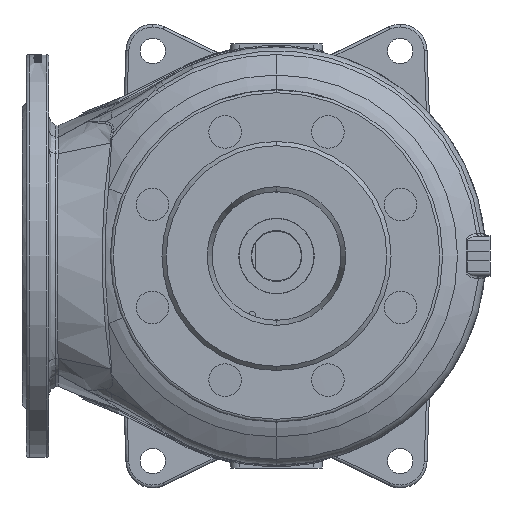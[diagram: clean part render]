
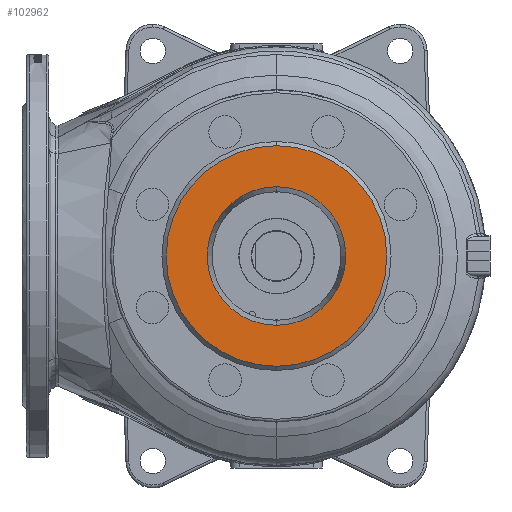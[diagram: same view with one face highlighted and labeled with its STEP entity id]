
A CAD part, front view. The second image highlights one B-rep face of the part: STEP entity #102962.
In plain terms, the highlighted planar face has unit normal (0, -1, 0).
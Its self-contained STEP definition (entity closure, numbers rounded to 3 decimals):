
#8742 = ORIENTED_EDGE ( 'NONE', *, *, #16524, .F. ) ;
#16524 = EDGE_CURVE ( 'NONE', #177068, #83631, #153875, .T. ) ;
#18689 = DIRECTION ( 'NONE',  ( 0., 1., 0. ) ) ;
#26128 = FACE_OUTER_BOUND ( 'NONE', #187332, .T. ) ;
#28496 = AXIS2_PLACEMENT_3D ( 'NONE', #147259, #245168, #48142 ) ;
#30743 = CARTESIAN_POINT ( 'NONE',  ( 0., -220., -78. ) ) ;
#32660 = DIRECTION ( 'NONE',  ( 0., 0., -1. ) ) ;
#42509 = EDGE_CURVE ( 'NONE', #122026, #131071, #42875, .T. ) ;
#42875 = CIRCLE ( 'NONE', #148330, 49. ) ;
#48142 = DIRECTION ( 'NONE',  ( 0., 0., -1. ) ) ;
#48268 = DIRECTION ( 'NONE',  ( 0., 1., 0. ) ) ;
#56424 = ORIENTED_EDGE ( 'NONE', *, *, #42509, .T. ) ;
#67101 = DIRECTION ( 'NONE',  ( 0., -1., 0. ) ) ;
#72321 = CARTESIAN_POINT ( 'NONE',  ( 0., -220., 49. ) ) ;
#81689 = FACE_BOUND ( 'NONE', #93200, .T. ) ;
#83631 = VERTEX_POINT ( 'NONE', #30743 ) ;
#93200 = EDGE_LOOP ( 'NONE', ( #182782, #56424 ) ) ;
#94056 = CARTESIAN_POINT ( 'NONE',  ( 0., -220., 0. ) ) ;
#96412 = DIRECTION ( 'NONE',  ( 0., 0., -1. ) ) ;
#101409 = PLANE ( 'NONE',  #126644 ) ;
#102962 = ADVANCED_FACE ( 'NONE', ( #26128, #81689 ), #101409, .T. ) ;
#112919 = CIRCLE ( 'NONE', #28496, 49. ) ;
#118729 = CARTESIAN_POINT ( 'NONE',  ( 0., -220., 0. ) ) ;
#122026 = VERTEX_POINT ( 'NONE', #250602 ) ;
#124331 = AXIS2_PLACEMENT_3D ( 'NONE', #118729, #159846, #96412 ) ;
#126644 = AXIS2_PLACEMENT_3D ( 'NONE', #172768, #67101, #32660 ) ;
#131071 = VERTEX_POINT ( 'NONE', #72321 ) ;
#147259 = CARTESIAN_POINT ( 'NONE',  ( 0., -220., 0. ) ) ;
#148330 = AXIS2_PLACEMENT_3D ( 'NONE', #94056, #18689, #255427 ) ;
#151791 = AXIS2_PLACEMENT_3D ( 'NONE', #192379, #48268, #250534 ) ;
#153875 = CIRCLE ( 'NONE', #124331, 78. ) ;
#159846 = DIRECTION ( 'NONE',  ( 0., 1., 0. ) ) ;
#172768 = CARTESIAN_POINT ( 'NONE',  ( 0., -220., 0. ) ) ;
#177068 = VERTEX_POINT ( 'NONE', #227823 ) ;
#182782 = ORIENTED_EDGE ( 'NONE', *, *, #257354, .T. ) ;
#187332 = EDGE_LOOP ( 'NONE', ( #8742, #243186 ) ) ;
#192379 = CARTESIAN_POINT ( 'NONE',  ( 0., -220., 0. ) ) ;
#223478 = CIRCLE ( 'NONE', #151791, 78. ) ;
#227823 = CARTESIAN_POINT ( 'NONE',  ( 0., -220., 78. ) ) ;
#243165 = EDGE_CURVE ( 'NONE', #83631, #177068, #223478, .T. ) ;
#243186 = ORIENTED_EDGE ( 'NONE', *, *, #243165, .F. ) ;
#245168 = DIRECTION ( 'NONE',  ( 0., 1., 0. ) ) ;
#250534 = DIRECTION ( 'NONE',  ( 0., 0., -1. ) ) ;
#250602 = CARTESIAN_POINT ( 'NONE',  ( 0., -220., -49. ) ) ;
#255427 = DIRECTION ( 'NONE',  ( 0., 0., -1. ) ) ;
#257354 = EDGE_CURVE ( 'NONE', #131071, #122026, #112919, .T. ) ;
